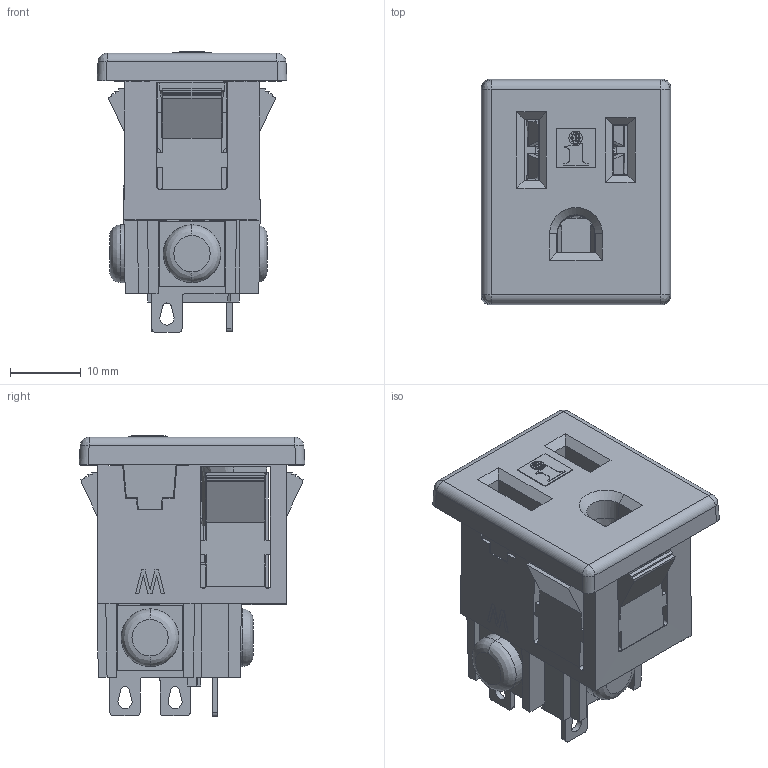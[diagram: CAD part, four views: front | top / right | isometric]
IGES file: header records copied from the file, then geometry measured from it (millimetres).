
Start section: Elysium IGES Interface
Global section: file name: 197H88214100_R1_NEMA_5-15_Small_Solder-Tab_w-LNscrews_wGNDscrew_9-26-12.igs; native system: SolidDesigner 14.50  18-Oct-2006; preprocessor: OneSpace IGES_3D V2.2; author: Unknown; organization: Unknown; date: 20120926.152955; units: millimetre
Bounding box: 26.91 x 31.99 x 39.8 mm (x, y, z)
Volume: 10004.1 mm3; surface area: 14389.7 mm2
Topology: 11 solids, 11 shells, 2577 faces, 7340 edges, 4856 vertices
Faces by surface type: bspline 2577
